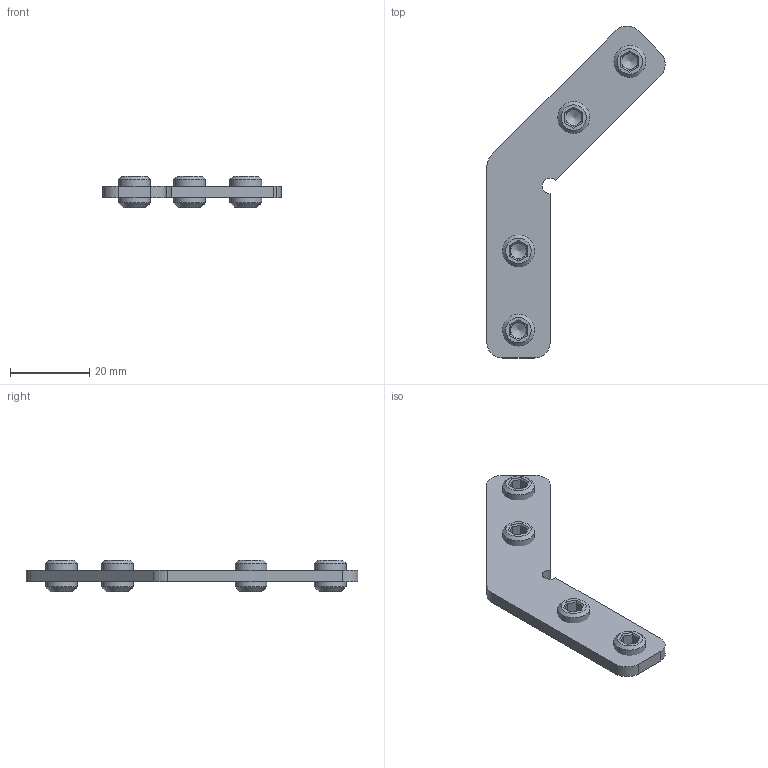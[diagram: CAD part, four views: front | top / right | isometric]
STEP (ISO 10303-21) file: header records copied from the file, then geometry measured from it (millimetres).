
FILE_DESCRIPTION(/* description */ ('STEP AP214'),/* implementation_level */ '2;1');
FILE_NAME(/* name */ '1007746.stp',/* time_stamp */ '2024-05-06T11:09:14+02:00',/* author */ ('b.steehouwer'),/* organization */ ('CADENAS'),/* preprocessor_version */ 'ST-DEVELOPER v18.1',/* originating_system */ 'Autodesk Inventor 2021',/* authorisation */ ' ');
FILE_SCHEMA (('AUTOMOTIVE_DESIGN { 1 0 10303 214 3 1 1 }'));
Length unit declared in the file: millimetre
Products named in the file (6): 1007746; 1007746-1; 1007746-2; 1007746-3; 1007746-4; 1007746-5
Assembly tree (5 placements, depth 2):
  1007746
    1007746-1
    1007746-2
    1007746-3
    1007746-4
    1007746-5
Bounding box: 45 x 83.7 x 8 mm (x, y, z)
Volume: 5159.7 mm3; surface area: 4932.1 mm2
Topology: 5 solids, 5 shells, 115 faces, 263 edges, 158 vertices
Faces by surface type: plane 89, cylinder 14, cone 12
Full cylindrical faces by diameter (mm): 6.8 x4, 8 x4
Entity records: 3402 total; most frequent: DIRECTION 579, CARTESIAN_POINT 543, ORIENTED_EDGE 518, EDGE_CURVE 259, AXIS2_PLACEMENT_3D 194, LINE 191, VECTOR 191, VERTEX_POINT 158
